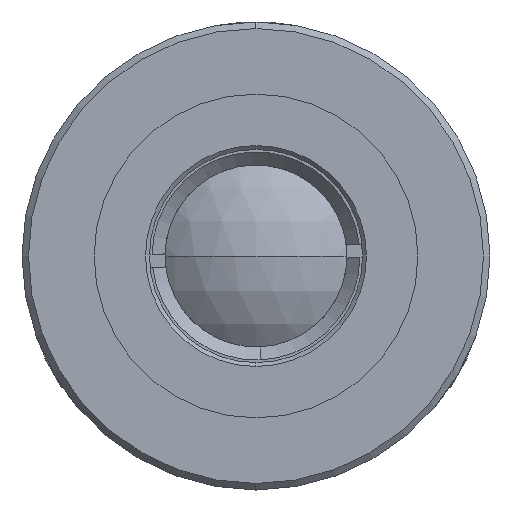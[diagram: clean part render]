
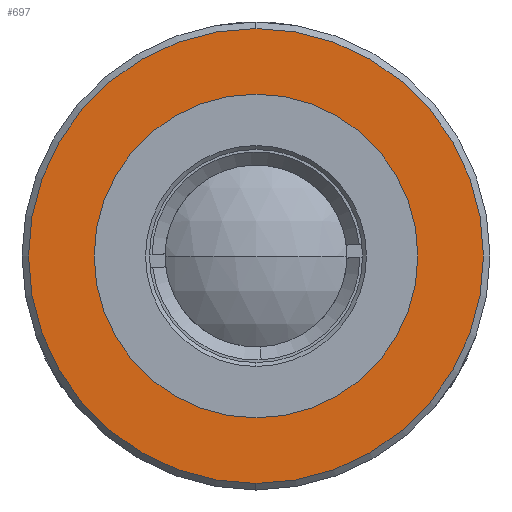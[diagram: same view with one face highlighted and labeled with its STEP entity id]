
A CAD part, left-side view. The second image highlights one B-rep face of the part: STEP entity #697.
In plain terms, the highlighted planar face has unit normal (-1, 0, 0).
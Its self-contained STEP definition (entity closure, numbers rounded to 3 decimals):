
#157 = AXIS2_PLACEMENT_3D ( 'NONE', #2430, #1699, #2816 ) ;
#248 = CARTESIAN_POINT ( 'NONE',  ( -5.002, 0., 0. ) ) ;
#503 = VERTEX_POINT ( 'NONE', #4457 ) ;
#616 = EDGE_CURVE ( 'NONE', #1312, #503, #4177, .T. ) ;
#697 = ADVANCED_FACE ( 'NONE', ( #4887, #2954 ), #2186, .F. ) ;
#753 = ORIENTED_EDGE ( 'NONE', *, *, #3968, .T. ) ;
#820 = CARTESIAN_POINT ( 'NONE',  ( -5.002, 18., 0. ) ) ;
#838 = CARTESIAN_POINT ( 'NONE',  ( -5.002, 0., 12.45 ) ) ;
#1312 = VERTEX_POINT ( 'NONE', #838 ) ;
#1352 = AXIS2_PLACEMENT_3D ( 'NONE', #1435, #1389, #4506 ) ;
#1389 = DIRECTION ( 'NONE',  ( -1., 0., 0. ) ) ;
#1390 = ORIENTED_EDGE ( 'NONE', *, *, #4917, .F. ) ;
#1435 = CARTESIAN_POINT ( 'NONE',  ( -5.002, 0., 0. ) ) ;
#1699 = DIRECTION ( 'NONE',  ( -1., 0., 0. ) ) ;
#1767 = DIRECTION ( 'NONE',  ( -1., 0., 0. ) ) ;
#1815 = DIRECTION ( 'NONE',  ( 0., 0., 1. ) ) ;
#2140 = AXIS2_PLACEMENT_3D ( 'NONE', #2893, #2940, #4053 ) ;
#2153 = AXIS2_PLACEMENT_3D ( 'NONE', #248, #1767, #1815 ) ;
#2186 = PLANE ( 'NONE',  #2797 ) ;
#2430 = CARTESIAN_POINT ( 'NONE',  ( -5.002, 0., 0. ) ) ;
#2494 = VERTEX_POINT ( 'NONE', #3103 ) ;
#2651 = EDGE_LOOP ( 'NONE', ( #753, #3624 ) ) ;
#2695 = DIRECTION ( 'NONE',  ( 1., 0., 0. ) ) ;
#2797 = AXIS2_PLACEMENT_3D ( 'NONE', #820, #2695, #4293 ) ;
#2816 = DIRECTION ( 'NONE',  ( 0., 0., 1. ) ) ;
#2893 = CARTESIAN_POINT ( 'NONE',  ( -5.002, 0., 0. ) ) ;
#2940 = DIRECTION ( 'NONE',  ( -1., 0., 0. ) ) ;
#2954 = FACE_BOUND ( 'NONE', #4867, .T. ) ;
#3103 = CARTESIAN_POINT ( 'NONE',  ( -5.002, 0., -17.5 ) ) ;
#3174 = VERTEX_POINT ( 'NONE', #4097 ) ;
#3236 = EDGE_CURVE ( 'NONE', #3174, #2494, #3535, .T. ) ;
#3385 = ORIENTED_EDGE ( 'NONE', *, *, #616, .F. ) ;
#3535 = CIRCLE ( 'NONE', #1352, 17.5 ) ;
#3624 = ORIENTED_EDGE ( 'NONE', *, *, #3236, .T. ) ;
#3915 = CIRCLE ( 'NONE', #2140, 17.5 ) ;
#3968 = EDGE_CURVE ( 'NONE', #2494, #3174, #3915, .T. ) ;
#4053 = DIRECTION ( 'NONE',  ( 0., 0., -1. ) ) ;
#4092 = CIRCLE ( 'NONE', #157, 12.45 ) ;
#4097 = CARTESIAN_POINT ( 'NONE',  ( -5.002, 0., 17.5 ) ) ;
#4177 = CIRCLE ( 'NONE', #2153, 12.45 ) ;
#4293 = DIRECTION ( 'NONE',  ( 0., 0., -1. ) ) ;
#4457 = CARTESIAN_POINT ( 'NONE',  ( -5.002, 0., -12.45 ) ) ;
#4506 = DIRECTION ( 'NONE',  ( 0., 0., -1. ) ) ;
#4867 = EDGE_LOOP ( 'NONE', ( #3385, #1390 ) ) ;
#4887 = FACE_OUTER_BOUND ( 'NONE', #2651, .T. ) ;
#4917 = EDGE_CURVE ( 'NONE', #503, #1312, #4092, .T. ) ;
